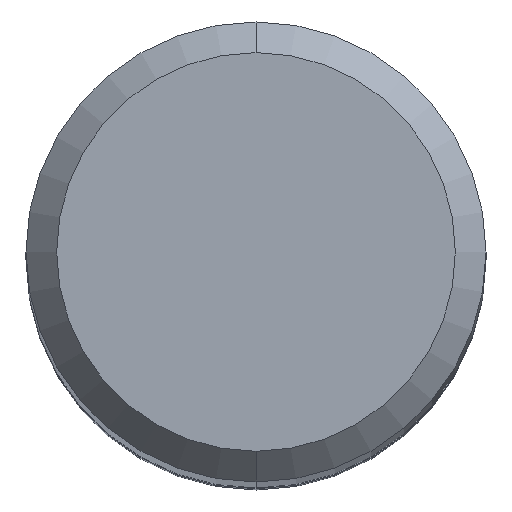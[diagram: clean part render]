
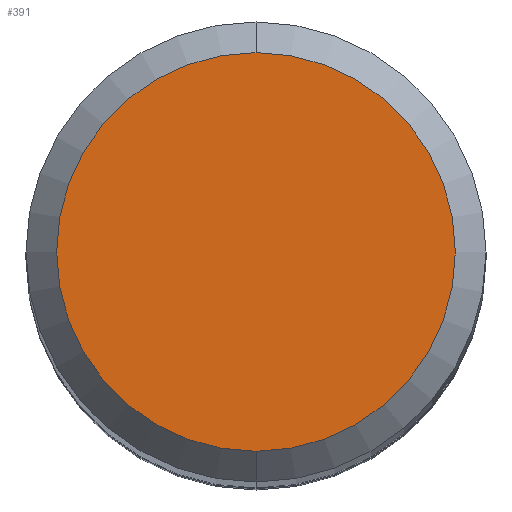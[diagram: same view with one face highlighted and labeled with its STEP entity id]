
A CAD part, top view. The second image highlights one B-rep face of the part: STEP entity #391.
In plain terms, the highlighted planar face has unit normal (0, 0, 1).
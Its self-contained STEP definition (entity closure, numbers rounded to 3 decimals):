
#191=VERTEX_POINT('',#506);
#249=VERTEX_POINT('',#569);
#285=EDGE_CURVE('',#191,#249,#609,.T.);
#391=ADVANCED_FACE('',(#727),#728,.T.);
#473=EDGE_CURVE('',#249,#191,#821,.T.);
#506=CARTESIAN_POINT('',(0.,-2.6,0.0));
#569=CARTESIAN_POINT('',(0.0,2.6,0.0));
#609=CIRCLE('',#1025,2.6);
#727=FACE_OUTER_BOUND('',#1308,.T.);
#728=PLANE('',#1309);
#821=CIRCLE('',#1475,2.6);
#1025=AXIS2_PLACEMENT_3D('',#1601,#1602,#1603);
#1308=EDGE_LOOP('',(#1730,#1731));
#1309=AXIS2_PLACEMENT_3D('',#1732,#1733,#1734);
#1475=AXIS2_PLACEMENT_3D('',#1842,#1843,#1844);
#1601=CARTESIAN_POINT('',(0.0,0.0,0.0));
#1602=DIRECTION('',(0.0,0.0,-1.0));
#1603=DIRECTION('',(0.0,1.0,0.0));
#1730=ORIENTED_EDGE('',*,*,#473,.F.);
#1731=ORIENTED_EDGE('',*,*,#285,.F.);
#1732=CARTESIAN_POINT('',(0.0,1.3,0.0));
#1733=DIRECTION('',(-0.0,0.0,1.0));
#1734=DIRECTION('',(0.0,-1.0,0.0));
#1842=CARTESIAN_POINT('',(0.0,0.0,0.0));
#1843=DIRECTION('',(0.0,0.0,-1.0));
#1844=DIRECTION('',(0.0,1.0,0.0));
